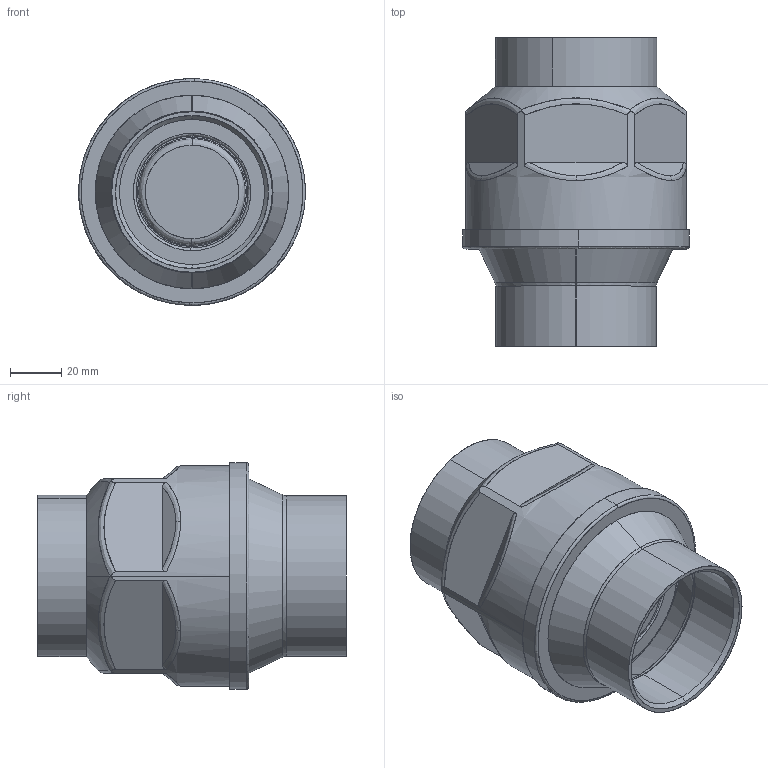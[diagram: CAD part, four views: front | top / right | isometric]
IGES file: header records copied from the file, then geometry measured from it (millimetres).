
Start section: SolidWorks IGES file using analytic representation for surfaces
Global section: file name: 06L2032.IGS; native system: SolidWorks 2016; preprocessor: SolidWorks 2016; author: rzanni; date: 211004.093310; units: millimetre
Bounding box: 88.59 x 120.5 x 88.58 mm (x, y, z)
Surface area: 100849.2 mm2 (no closed solid volume)
Topology: 0 solids, 0 shells, 273 faces, 5060 edges, 5060 vertices
Faces by surface type: bspline 160, revolution 113
